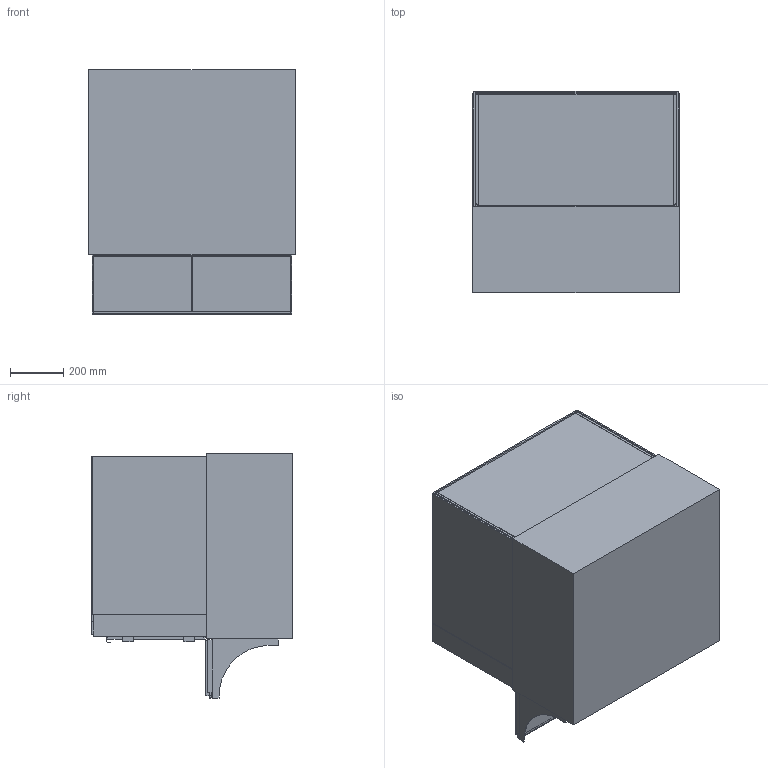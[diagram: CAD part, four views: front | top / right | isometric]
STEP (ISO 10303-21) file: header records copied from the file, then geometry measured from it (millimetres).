
FILE_DESCRIPTION (( 'STEP AP214' ), '1' );
FILE_NAME ('EU521311_Basic E-78-45 PRO.STEP', '2022-05-13T06:59:41', ( '' ), ( '' ), 'SwSTEP 2.0', 'SolidWorks 2017', '' );
FILE_SCHEMA (( 'AUTOMOTIVE_DESIGN' ));
Length unit declared in the file: millimetre
Products named in the file (1): EU521311_Basic E-78-45 PRO
Bounding box: 775 x 757 x 918 mm (x, y, z)
Volume: 103075980 mm3; surface area: 8338865 mm2
Topology: 32 solids, 32 shells, 320 faces, 750 edges, 498 vertices
Faces by surface type: plane 278, cylinder 42
Entity records: 9637 total; most frequent: CARTESIAN_POINT 1581, ORIENTED_EDGE 1500, DIRECTION 1472, EDGE_CURVE 750, VECTOR 662, LINE 662, VERTEX_POINT 498, AXIS2_PLACEMENT_3D 405
